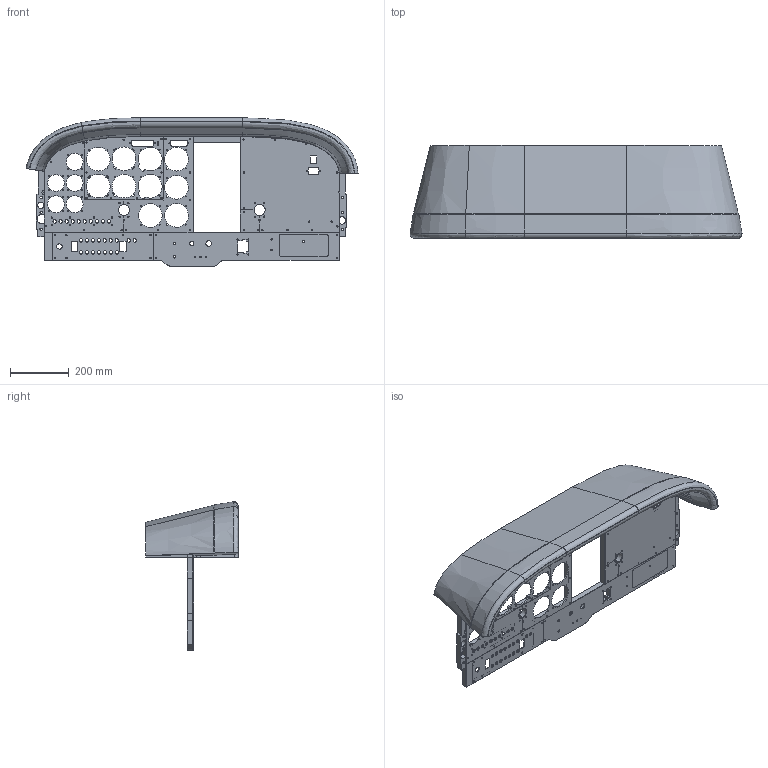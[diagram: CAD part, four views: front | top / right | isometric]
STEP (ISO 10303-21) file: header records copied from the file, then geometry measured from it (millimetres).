
FILE_DESCRIPTION(/* description */ (''),/* implementation_level */ '2;1');
FILE_NAME(/* name */ '2A-1-000 Panel v175.step',/* time_stamp */ '2022-12-27T18:57:57-07:00',/* author */ (''),/* organization */ (''),/* preprocessor_version */ 'ST-DEVELOPER v19.2',/* originating_system */ 'Autodesk Translation Framework v11.17.0.187',/* authorisation */ '');
FILE_SCHEMA (('AUTOMOTIVE_DESIGN { 1 0 10303 214 3 1 1 }'));
Length unit declared in the file: inch
Products named in the file (4): 2A-1-000 Panel; Instrument Panel; Panel Support; Glareshield
Assembly tree (3 placements, depth 2):
  2A-1-000 Panel
    Instrument Panel
    Panel Support
    Glareshield
Bounding box: 1125.71 x 315.2 x 503.49 mm (x, y, z)
Volume: 12709616 mm3; surface area: 2150535.1 mm2
Topology: 12 solids, 12 shells, 738 faces, 2099 edges, 1367 vertices
Faces by surface type: cylinder 372, plane 292, bspline 74
Full cylindrical faces by diameter (mm): 2.54 x4, 3 x1, 3.175 x39, 3.81 x9, 4.318 x126, 5.08 x6, 6.35 x1, 6.985 x1, 7.62 x6, 8 x4, 11.836 x16, 12.065 x10, 13.97 x2, 19.05 x2, 21.59 x1, 57.15 x5, 80.518 x4
Entity records: 28754 total; most frequent: CARTESIAN_POINT 8057, ORIENTED_EDGE 4198, DIRECTION 4068, EDGE_CURVE 2099, AXIS2_PLACEMENT_3D 1424, VERTEX_POINT 1367, EDGE_LOOP 1304, LINE 1220
